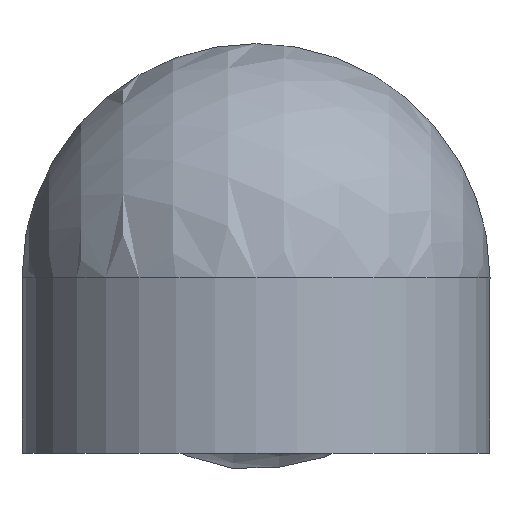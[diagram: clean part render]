
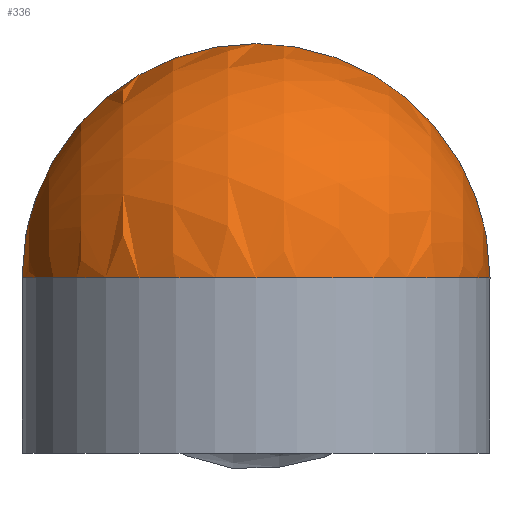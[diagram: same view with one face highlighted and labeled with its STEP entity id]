
A CAD part, front view. The second image highlights one B-rep face of the part: STEP entity #336.
In plain terms, the highlighted spherical face has radius 7 mm.
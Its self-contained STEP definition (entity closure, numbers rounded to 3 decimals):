
#33=SPHERICAL_SURFACE('',#395,7.);
#55=FACE_OUTER_BOUND('',#79,.T.);
#79=EDGE_LOOP('',(#303,#304));
#145=CIRCLE('',#388,7.);
#148=CIRCLE('',#396,7.);
#173=VERTEX_POINT('',#586);
#174=VERTEX_POINT('',#587);
#211=EDGE_CURVE('',#173,#174,#145,.T.);
#220=EDGE_CURVE('',#173,#174,#148,.T.);
#303=ORIENTED_EDGE('',*,*,#211,.T.);
#304=ORIENTED_EDGE('',*,*,#220,.F.);
#336=ADVANCED_FACE('',(#55),#33,.T.);
#388=AXIS2_PLACEMENT_3D('',#588,#484,#485);
#395=AXIS2_PLACEMENT_3D('',#603,#504,#505);
#396=AXIS2_PLACEMENT_3D('',#604,#506,#507);
#484=DIRECTION('center_axis',(0.,0.,1.));
#485=DIRECTION('ref_axis',(1.,0.,0.));
#504=DIRECTION('center_axis',(1.,0.,0.));
#505=DIRECTION('ref_axis',(0.,-1.,0.));
#506=DIRECTION('center_axis',(0.,1.,0.));
#507=DIRECTION('ref_axis',(-1.,0.,0.));
#586=CARTESIAN_POINT('',(0.,0.,0.));
#587=CARTESIAN_POINT('',(14.,0.,0.));
#588=CARTESIAN_POINT('Origin',(7.,0.,0.));
#603=CARTESIAN_POINT('Origin',(7.,0.,0.));
#604=CARTESIAN_POINT('Origin',(7.,0.,0.));
